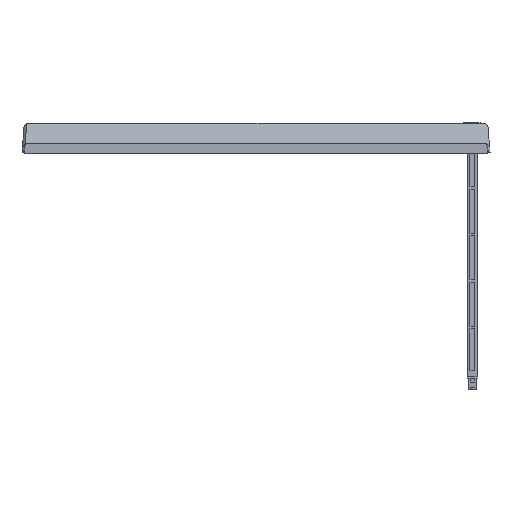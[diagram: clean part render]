
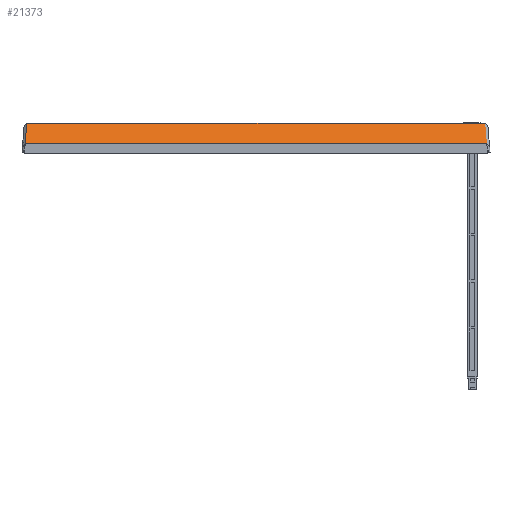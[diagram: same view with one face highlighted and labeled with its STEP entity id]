
A CAD part, top view. The second image highlights one B-rep face of the part: STEP entity #21373.
In plain terms, the highlighted planar face has unit normal (0, 0.458, 0.889).
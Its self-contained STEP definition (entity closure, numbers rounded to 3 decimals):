
#923=ELLIPSE('',#22778,4.381,2.);
#924=ELLIPSE('',#22779,4.381,2.);
#1254=PLANE('',#22777);
#2101=FACE_OUTER_BOUND('',#3302,.T.);
#3302=EDGE_LOOP('',(#16226,#16227,#16228,#16229,#16230,#16231,#16232));
#5060=LINE('',#30775,#7522);
#5061=LINE('',#30777,#7523);
#5062=LINE('',#30779,#7524);
#5063=LINE('',#30781,#7525);
#5064=LINE('',#30784,#7526);
#7522=VECTOR('',#24968,1000.);
#7523=VECTOR('',#24969,1000.);
#7524=VECTOR('',#24970,1000.);
#7525=VECTOR('',#24971,1000.);
#7526=VECTOR('',#24974,1000.);
#10152=VERTEX_POINT('',#30771);
#10153=VERTEX_POINT('',#30772);
#10154=VERTEX_POINT('',#30774);
#10155=VERTEX_POINT('',#30776);
#10156=VERTEX_POINT('',#30778);
#10157=VERTEX_POINT('',#30780);
#10158=VERTEX_POINT('',#30782);
#12478=EDGE_CURVE('',#10152,#10153,#923,.T.);
#12479=EDGE_CURVE('',#10152,#10154,#5060,.T.);
#12480=EDGE_CURVE('',#10155,#10154,#5061,.T.);
#12481=EDGE_CURVE('',#10155,#10156,#5062,.T.);
#12482=EDGE_CURVE('',#10156,#10157,#5063,.T.);
#12483=EDGE_CURVE('',#10158,#10157,#924,.T.);
#12484=EDGE_CURVE('',#10153,#10158,#5064,.T.);
#16226=ORIENTED_EDGE('',*,*,#12478,.F.);
#16227=ORIENTED_EDGE('',*,*,#12479,.T.);
#16228=ORIENTED_EDGE('',*,*,#12480,.F.);
#16229=ORIENTED_EDGE('',*,*,#12481,.T.);
#16230=ORIENTED_EDGE('',*,*,#12482,.T.);
#16231=ORIENTED_EDGE('',*,*,#12483,.F.);
#16232=ORIENTED_EDGE('',*,*,#12484,.F.);
#21373=ADVANCED_FACE('',(#2101),#1254,.F.);
#22777=AXIS2_PLACEMENT_3D('',#30770,#24964,#24965);
#22778=AXIS2_PLACEMENT_3D('',#30773,#24966,#24967);
#22779=AXIS2_PLACEMENT_3D('',#30783,#24972,#24973);
#24964=DIRECTION('center_axis',(0.,-0.458,-0.889));
#24965=DIRECTION('ref_axis',(0.,-0.889,0.458));
#24966=DIRECTION('center_axis',(0.,-0.458,-0.889));
#24967=DIRECTION('ref_axis',(0.088,-0.886,0.456));
#24968=DIRECTION('',(-0.07,0.887,-0.457));
#24969=DIRECTION('',(1.,0.,0.));
#24970=DIRECTION('',(-0.07,-0.887,0.457));
#24971=DIRECTION('',(-0.07,-0.887,0.457));
#24972=DIRECTION('center_axis',(0.,-0.458,-0.889));
#24973=DIRECTION('ref_axis',(-0.088,-0.886,0.456));
#24974=DIRECTION('',(-1.,0.,0.));
#30770=CARTESIAN_POINT('Origin',(-0.457,-16.5,131.908));
#30771=CARTESIAN_POINT('',(378.408,-16.5,131.908));
#30772=CARTESIAN_POINT('',(378.407,-16.5,131.908));
#30773=CARTESIAN_POINT('Origin',(378.101,-12.618,129.908));
#30774=CARTESIAN_POINT('',(377.107,0.,123.408));
#30775=CARTESIAN_POINT('',(376.557,6.986,119.809));
#30776=CARTESIAN_POINT('',(3.475,0.,123.408));
#30777=CARTESIAN_POINT('',(94.918,0.,123.408));
#30778=CARTESIAN_POINT('',(2.242,-15.679,131.485));
#30779=CARTESIAN_POINT('',(2.164,-16.663,131.992));
#30780=CARTESIAN_POINT('',(2.177,-16.5,131.908));
#30781=CARTESIAN_POINT('',(2.164,-16.663,131.992));
#30782=CARTESIAN_POINT('',(2.178,-16.5,131.908));
#30783=CARTESIAN_POINT('Origin',(2.484,-12.618,129.908));
#30784=CARTESIAN_POINT('',(190.293,-16.5,131.908));
